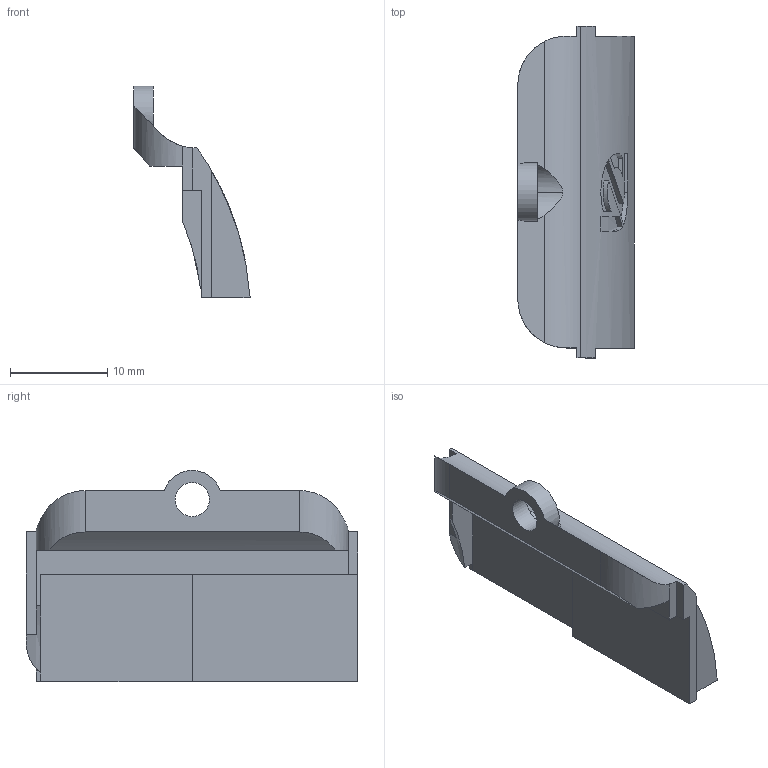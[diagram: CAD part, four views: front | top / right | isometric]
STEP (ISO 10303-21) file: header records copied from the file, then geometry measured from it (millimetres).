
FILE_DESCRIPTION(('HOOPS Exchange Step'),'2;1');
FILE_NAME('temp_export','2024-01-25T21:58:58+09:00',('mobile'),('Shapr3D Limited'),'HOOPS Exchange 2023.2','Shapr3D','Authorized');
FILE_SCHEMA( ('AUTOMOTIVE_DESIGN { 1 0 10303 214 1 1 1 1 }') );
Length unit declared in the file: millimetre
Products named in the file (1): Connector-cover
Bounding box: 11.93 x 34.05 x 21.66 mm (x, y, z)
Volume: 2137.6 mm3; surface area: 2037.9 mm2
Topology: 1 solids, 1 shells, 58 faces, 154 edges, 101 vertices
Faces by surface type: plane 31, cylinder 15, bspline 12
Full cylindrical faces by diameter (mm): 3.5 x1
Entity records: 2538 total; most frequent: CARTESIAN_POINT 1154, ORIENTED_EDGE 308, DIRECTION 240, EDGE_CURVE 154, VERTEX_POINT 101, AXIS2_PLACEMENT_3D 83, VECTOR 74, LINE 74
